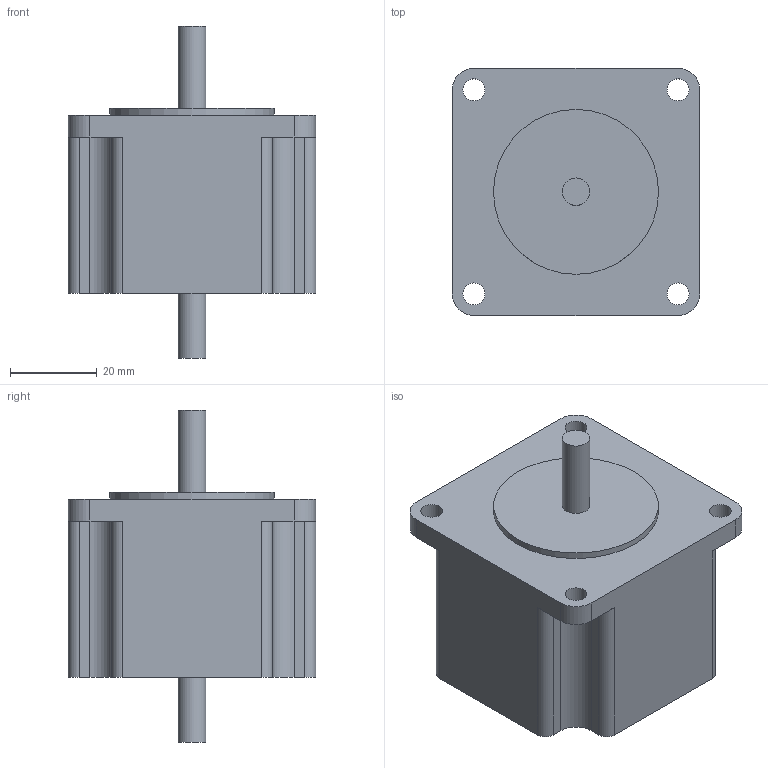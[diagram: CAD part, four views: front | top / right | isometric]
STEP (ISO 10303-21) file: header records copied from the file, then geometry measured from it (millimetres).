
FILE_DESCRIPTION(('HOOPS Exchange Step'),'2;1');
FILE_NAME('66e57adf2c07792aaeefe2639402f7b920200328-3349-koub1z.SLDPRT.step','2020-03-28T05:22:54+00:00',('converter2'),('Unknown organisation'),'HOOPS Exchange 2019.2','HOOPS Exchange','Unknown authorisation');
FILE_SCHEMA( ('AUTOMOTIVE_DESIGN { 1 0 10303 214 1 1 1 1 }') );
Length unit declared in the file: inch
Products named in the file (2): Default; 66e57adf2c07792aaeefe2639402f7b920200328-3349-koub1z
Assembly tree (1 placements, depth 2):
  66e57adf2c07792aaeefe2639402f7b920200328-3349-koub1z
    Default
Bounding box: 57.15 x 57.15 x 76.71 mm (x, y, z)
Volume: 122587.5 mm3; surface area: 16302.8 mm2
Topology: 1 solids, 1 shells, 48 faces, 128 edges, 87 vertices
Faces by surface type: cylinder 25, plane 23
Full cylindrical faces by diameter (mm): 2.156 x2, 5.08 x4, 6.35 x2, 38.1 x1
Entity records: 1594 total; most frequent: DIRECTION 285, CARTESIAN_POINT 266, ORIENTED_EDGE 256, EDGE_CURVE 128, AXIS2_PLACEMENT_3D 106, VERTEX_POINT 87, VECTOR 73, LINE 73
